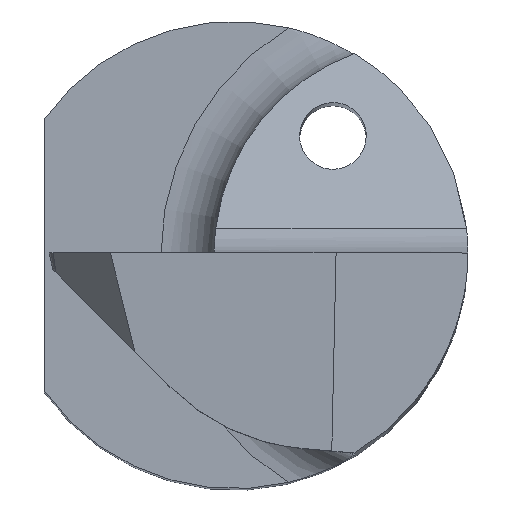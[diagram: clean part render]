
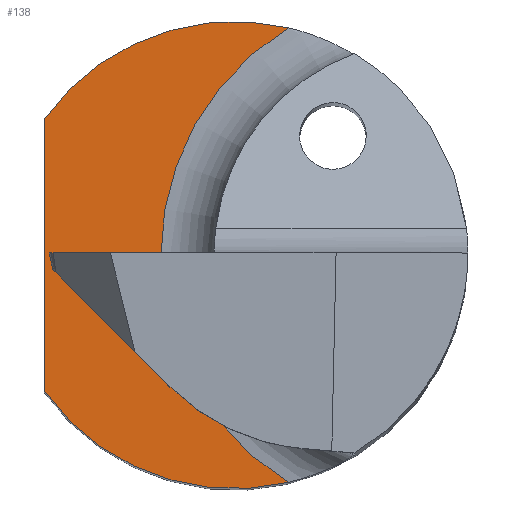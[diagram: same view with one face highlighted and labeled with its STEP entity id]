
A CAD part, top view. The second image highlights one B-rep face of the part: STEP entity #138.
In plain terms, the highlighted planar face has unit normal (0, 0, 1).
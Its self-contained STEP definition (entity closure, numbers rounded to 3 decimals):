
#3 = DIRECTION ( 'NONE',  ( 0., 0., -1. ) ) ;
#7 = EDGE_CURVE ( 'NONE', #99, #590, #283, .T. ) ;
#22 = CARTESIAN_POINT ( 'NONE',  ( -2.85, 2.032, 15. ) ) ;
#24 = DIRECTION ( 'NONE',  ( 0., 0., 1. ) ) ;
#26 = AXIS2_PLACEMENT_3D ( 'NONE', #529, #511, #781 ) ;
#50 = ORIENTED_EDGE ( 'NONE', *, *, #458, .F. ) ;
#85 = CARTESIAN_POINT ( 'NONE',  ( 0.325, -0.054, 15. ) ) ;
#96 = CARTESIAN_POINT ( 'NONE',  ( -1.1, 0., 15. ) ) ;
#99 = VERTEX_POINT ( 'NONE', #308 ) ;
#101 = FACE_OUTER_BOUND ( 'NONE', #418, .T. ) ;
#109 = CIRCLE ( 'NONE', #208, 3.5 ) ;
#116 = ORIENTED_EDGE ( 'NONE', *, *, #643, .F. ) ;
#138 = ADVANCED_FACE ( 'NONE', ( #101 ), #310, .T. ) ;
#177 = VERTEX_POINT ( 'NONE', #291 ) ;
#208 = AXIS2_PLACEMENT_3D ( 'NONE', #382, #449, #595 ) ;
#221 = AXIS2_PLACEMENT_3D ( 'NONE', #813, #3, #477 ) ;
#249 = CARTESIAN_POINT ( 'NONE',  ( -2.85, -2.032, 15. ) ) ;
#255 = CIRCLE ( 'NONE', #221, 3.5 ) ;
#283 = CIRCLE ( 'NONE', #26, 3.991 ) ;
#291 = CARTESIAN_POINT ( 'NONE',  ( 0.809, -3.405, 15. ) ) ;
#308 = CARTESIAN_POINT ( 'NONE',  ( 0.809, 3.405, 15. ) ) ;
#310 = PLANE ( 'NONE',  #552 ) ;
#351 = DIRECTION ( 'NONE',  ( 0., 1., 0. ) ) ;
#356 = EDGE_CURVE ( 'NONE', #177, #405, #109, .T. ) ;
#368 = VECTOR ( 'NONE', #351, 1000. ) ;
#382 = CARTESIAN_POINT ( 'NONE',  ( 0., 0., 15. ) ) ;
#405 = VERTEX_POINT ( 'NONE', #249 ) ;
#418 = EDGE_LOOP ( 'NONE', ( #50, #740, #542, #116, #689 ) ) ;
#421 = DIRECTION ( 'NONE',  ( 0., 0., 1. ) ) ;
#434 = DIRECTION ( 'NONE',  ( -1., 0., 0. ) ) ;
#449 = DIRECTION ( 'NONE',  ( 0., 0., -1. ) ) ;
#458 = EDGE_CURVE ( 'NONE', #720, #99, #255, .T. ) ;
#469 = AXIS2_PLACEMENT_3D ( 'NONE', #765, #24, #768 ) ;
#477 = DIRECTION ( 'NONE',  ( -1., 0., 0. ) ) ;
#494 = CIRCLE ( 'NONE', #469, 3.991 ) ;
#511 = DIRECTION ( 'NONE',  ( 0., 0., 1. ) ) ;
#529 = CARTESIAN_POINT ( 'NONE',  ( 2.891, 0., 15. ) ) ;
#542 = ORIENTED_EDGE ( 'NONE', *, *, #356, .F. ) ;
#552 = AXIS2_PLACEMENT_3D ( 'NONE', #85, #421, #434 ) ;
#557 = LINE ( 'NONE', #22, #368 ) ;
#590 = VERTEX_POINT ( 'NONE', #96 ) ;
#595 = DIRECTION ( 'NONE',  ( -1., 0., 0. ) ) ;
#643 = EDGE_CURVE ( 'NONE', #590, #177, #494, .T. ) ;
#689 = ORIENTED_EDGE ( 'NONE', *, *, #7, .F. ) ;
#719 = CARTESIAN_POINT ( 'NONE',  ( -2.85, 2.032, 15. ) ) ;
#720 = VERTEX_POINT ( 'NONE', #719 ) ;
#740 = ORIENTED_EDGE ( 'NONE', *, *, #821, .F. ) ;
#765 = CARTESIAN_POINT ( 'NONE',  ( 2.891, 0., 15. ) ) ;
#768 = DIRECTION ( 'NONE',  ( -1., 0., 0. ) ) ;
#781 = DIRECTION ( 'NONE',  ( -1., 0., 0. ) ) ;
#813 = CARTESIAN_POINT ( 'NONE',  ( 0., 0., 15. ) ) ;
#821 = EDGE_CURVE ( 'NONE', #405, #720, #557, .T. ) ;
